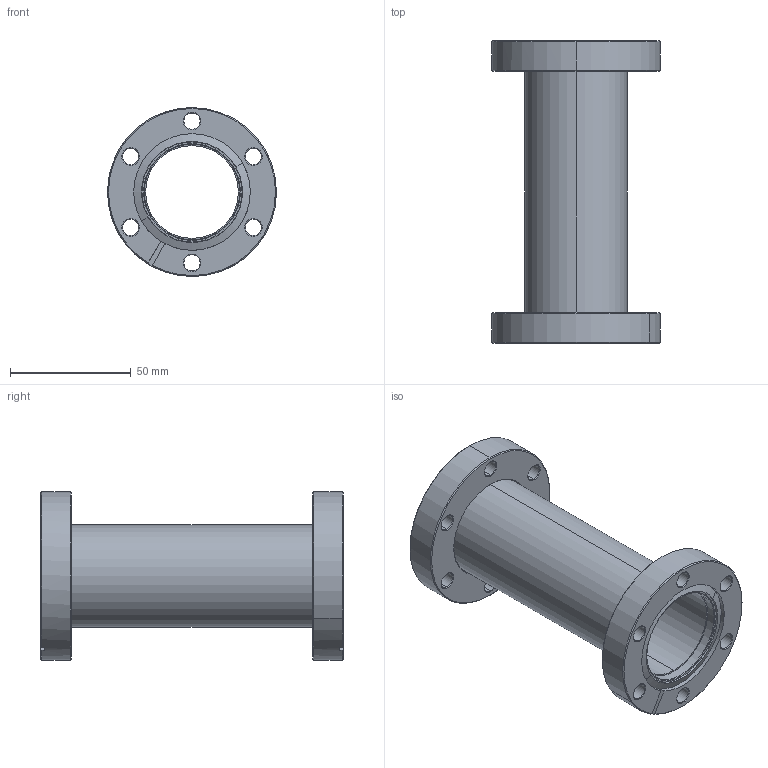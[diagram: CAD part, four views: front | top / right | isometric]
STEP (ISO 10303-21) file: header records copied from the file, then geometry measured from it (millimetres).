
FILE_DESCRIPTION (( 'STEP AP214' ), '1' );
FILE_NAME ('Hositrad_FS35-43-FullNipple.STEP', '2017-05-08T10:47:18', ( 'Gebruiker' ), ( '' ), 'SwSTEP 2.0', 'SolidWorks 2017', '' );
FILE_SCHEMA (( 'AUTOMOTIVE_DESIGN' ));
Length unit declared in the file: millimetre
Products named in the file (3): Tube 42.4-All_Tube 42.4-L=114,8; NW35CF-Weld-42.4; Hositrad_FS35-43-FullNipple
Assembly tree (3 placements, depth 2):
  Hositrad_FS35-43-FullNipple
    Tube 42.4-All_Tube 42.4-L=114,8
    NW35CF-Weld-42.4  x2
Bounding box: 70 x 125.4 x 70 mm (x, y, z)
Volume: 85704.7 mm3; surface area: 51469 mm2
Topology: 3 solids, 3 shells, 134 faces, 306 edges, 180 vertices
Faces by surface type: cone 74, cylinder 44, plane 16
Entity records: 2116 total; most frequent: DIRECTION 398, CARTESIAN_POINT 335, ORIENTED_EDGE 318, AXIS2_PLACEMENT_3D 165, EDGE_CURVE 159, VERTEX_POINT 94, CIRCLE 89, EDGE_LOOP 87
